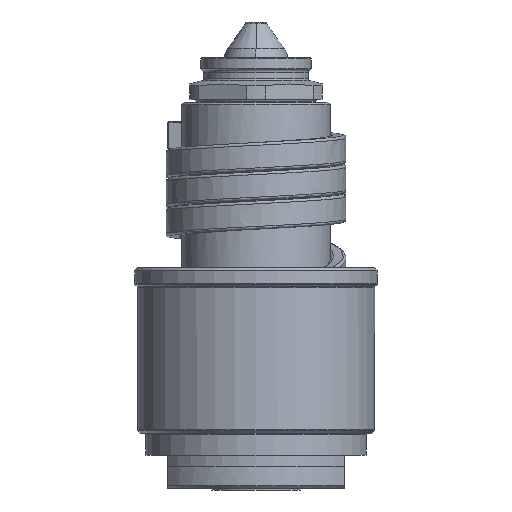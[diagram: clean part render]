
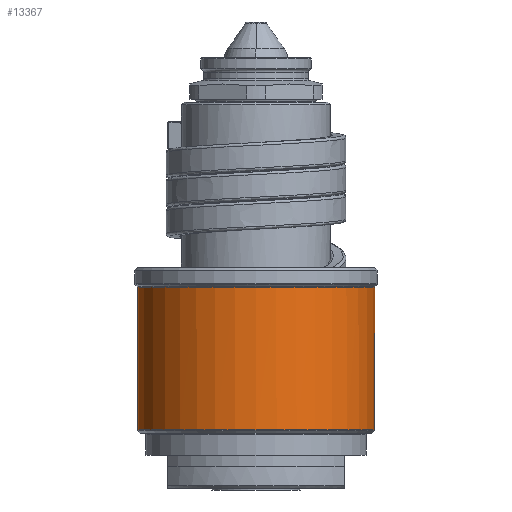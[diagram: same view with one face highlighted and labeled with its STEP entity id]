
A CAD part, front view. The second image highlights one B-rep face of the part: STEP entity #13367.
In plain terms, the highlighted cylindrical face has radius 21.5 mm (diameter 43 mm), a partial arc.
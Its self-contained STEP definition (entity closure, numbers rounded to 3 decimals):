
#3578=DIRECTION('',(0.,0.,1.));
#3579=VECTOR('',#3578,25.834);
#3580=CARTESIAN_POINT('',(21.5,0.,10.583));
#3581=LINE('',#3580,#3579);
#3600=CARTESIAN_POINT('',(0.,0.,10.583));
#3601=DIRECTION('',(0.,0.,1.));
#3602=DIRECTION('',(-1.,0.,0.));
#3603=AXIS2_PLACEMENT_3D('',#3600,#3601,#3602);
#4976=DIRECTION('',(0.,0.,1.));
#4977=VECTOR('',#4976,25.834);
#4978=CARTESIAN_POINT('',(-21.5,0.,10.583));
#4979=LINE('',#4978,#4977);
#4980=CARTESIAN_POINT('',(0.,0.,36.417));
#4981=DIRECTION('',(0.,0.,-1.));
#4982=DIRECTION('',(1.,0.,0.));
#4983=AXIS2_PLACEMENT_3D('',#4980,#4981,#4982);
#4985=CARTESIAN_POINT('',(0.,0.,36.417));
#4986=DIRECTION('',(0.,0.,-1.));
#4987=DIRECTION('',(1.,-0.007,0.));
#4988=AXIS2_PLACEMENT_3D('',#4985,#4986,#4987);
#5710=CARTESIAN_POINT('',(21.499,-0.152,
36.417));
#5711=CARTESIAN_POINT('',(-21.5,0.,36.417));
#5712=VERTEX_POINT('',#5710);
#5713=VERTEX_POINT('',#5711);
#5714=CARTESIAN_POINT('',(21.5,0.,36.417));
#5715=VERTEX_POINT('',#5714);
#5716=CARTESIAN_POINT('',(-21.5,0.,10.583));
#5717=CARTESIAN_POINT('',(21.5,0.,10.583));
#5718=VERTEX_POINT('',#5716);
#5719=VERTEX_POINT('',#5717);
#13353=CARTESIAN_POINT('',(0.,0.,8.5));
#13354=DIRECTION('',(0.,0.,1.));
#13355=DIRECTION('',(-1.,0.,0.));
#13356=AXIS2_PLACEMENT_3D('',#13353,#13354,#13355);
#13357=CYLINDRICAL_SURFACE('',#13356,21.5);
#13358=ORIENTED_EDGE('',*,*,#11563,.F.);
#13359=ORIENTED_EDGE('',*,*,#11544,.T.);
#13361=ORIENTED_EDGE('',*,*,#13360,.F.);
#13363=ORIENTED_EDGE('',*,*,#13362,.F.);
#13364=ORIENTED_EDGE('',*,*,#11538,.F.);
#13365=EDGE_LOOP('',(#13358,#13359,#13361,#13363,#13364));
#13366=FACE_OUTER_BOUND('',#13365,.F.);
#3604=CIRCLE('',#3603,21.5);
#4984=CIRCLE('',#4983,21.5);
#4989=CIRCLE('',#4988,21.5);
#11538=EDGE_CURVE('',#5719,#5715,#3581,.T.);
#11544=EDGE_CURVE('',#5718,#5713,#4979,.T.);
#11563=EDGE_CURVE('',#5718,#5719,#3604,.T.);
#13360=EDGE_CURVE('',#5712,#5713,#4989,.T.);
#13362=EDGE_CURVE('',#5715,#5712,#4984,.T.);
#13367=ADVANCED_FACE('',(#13366),#13357,.T.);
